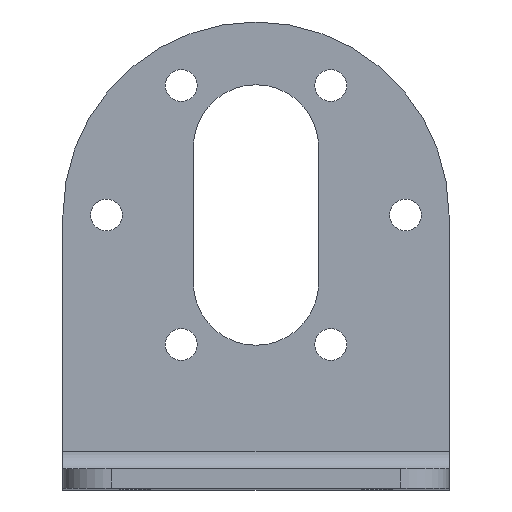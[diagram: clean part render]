
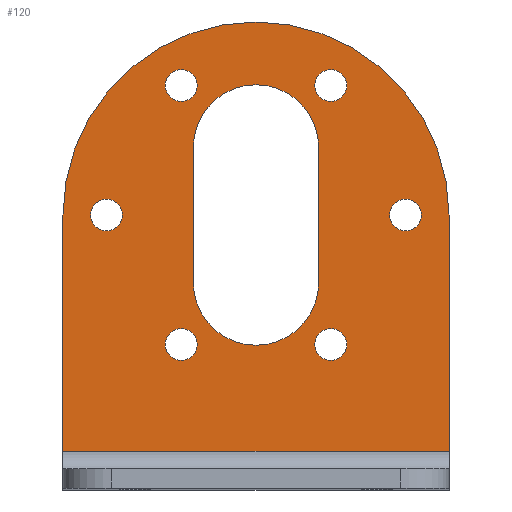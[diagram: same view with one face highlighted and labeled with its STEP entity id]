
A CAD part, top view. The second image highlights one B-rep face of the part: STEP entity #120.
In plain terms, the highlighted planar face has unit normal (0, 0, 1).
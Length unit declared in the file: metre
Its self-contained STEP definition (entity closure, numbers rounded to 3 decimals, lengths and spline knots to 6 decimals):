
#120 = ADVANCED_FACE( '', ( #257, #258, #259, #260, #261, #262, #263, #264 ), #265, .F. );
#257 = FACE_BOUND( '', #418, .T. );
#258 = FACE_BOUND( '', #419, .T. );
#259 = FACE_BOUND( '', #420, .T. );
#260 = FACE_BOUND( '', #421, .T. );
#261 = FACE_BOUND( '', #422, .T. );
#262 = FACE_BOUND( '', #423, .T. );
#263 = FACE_OUTER_BOUND( '', #424, .T. );
#264 = FACE_BOUND( '', #425, .T. );
#265 = PLANE( '', #426 );
#418 = EDGE_LOOP( '', ( #707 ) );
#419 = EDGE_LOOP( '', ( #708 ) );
#420 = EDGE_LOOP( '', ( #709 ) );
#421 = EDGE_LOOP( '', ( #710 ) );
#422 = EDGE_LOOP( '', ( #711 ) );
#423 = EDGE_LOOP( '', ( #712 ) );
#424 = EDGE_LOOP( '', ( #713, #714, #715, #716 ) );
#425 = EDGE_LOOP( '', ( #717, #718, #719, #720 ) );
#426 = AXIS2_PLACEMENT_3D( '', #721, #722, #723 );
#707 = ORIENTED_EDGE( '', *, *, #939, .F. );
#708 = ORIENTED_EDGE( '', *, *, #905, .F. );
#709 = ORIENTED_EDGE( '', *, *, #924, .F. );
#710 = ORIENTED_EDGE( '', *, *, #975, .F. );
#711 = ORIENTED_EDGE( '', *, *, #894, .F. );
#712 = ORIENTED_EDGE( '', *, *, #917, .F. );
#713 = ORIENTED_EDGE( '', *, *, #932, .T. );
#714 = ORIENTED_EDGE( '', *, *, #969, .F. );
#715 = ORIENTED_EDGE( '', *, *, #976, .T. );
#716 = ORIENTED_EDGE( '', *, *, #977, .T. );
#717 = ORIENTED_EDGE( '', *, *, #978, .F. );
#718 = ORIENTED_EDGE( '', *, *, #864, .F. );
#719 = ORIENTED_EDGE( '', *, *, #927, .F. );
#720 = ORIENTED_EDGE( '', *, *, #979, .F. );
#721 = CARTESIAN_POINT( '', ( 0., 0.043017, 0. ) );
#722 = DIRECTION( '', ( 0., 0., -1. ) );
#723 = DIRECTION( '', ( -1., 0., 0. ) );
#864 = EDGE_CURVE( '', #1011, #1014, #1015, .T. );
#894 = EDGE_CURVE( '', #1067, #1067, #1068, .T. );
#905 = EDGE_CURVE( '', #1084, #1084, #1085, .T. );
#917 = EDGE_CURVE( '', #1104, #1104, #1105, .T. );
#924 = EDGE_CURVE( '', #1115, #1115, #1116, .T. );
#927 = EDGE_CURVE( '', #1118, #1011, #1121, .T. );
#932 = EDGE_CURVE( '', #1129, #1127, #1130, .F. );
#939 = EDGE_CURVE( '', #1138, #1138, #1139, .T. );
#969 = EDGE_CURVE( '', #1050, #1127, #1181, .T. );
#975 = EDGE_CURVE( '', #1188, #1188, #1189, .T. );
#976 = EDGE_CURVE( '', #1050, #1056, #1190, .F. );
#977 = EDGE_CURVE( '', #1056, #1129, #1191, .T. );
#978 = EDGE_CURVE( '', #1014, #1192, #1193, .T. );
#979 = EDGE_CURVE( '', #1192, #1118, #1194, .T. );
#1011 = VERTEX_POINT( '', #1231 );
#1014 = VERTEX_POINT( '', #1235 );
#1015 = CIRCLE( '', #1236, 0.0065 );
#1050 = VERTEX_POINT( '', #1279 );
#1056 = VERTEX_POINT( '', #1286 );
#1067 = VERTEX_POINT( '', #1299 );
#1068 = CIRCLE( '', #1300, 0.00165 );
#1084 = VERTEX_POINT( '', #1322 );
#1085 = CIRCLE( '', #1323, 0.00165 );
#1104 = VERTEX_POINT( '', #1347 );
#1105 = CIRCLE( '', #1348, 0.00165 );
#1115 = VERTEX_POINT( '', #1359 );
#1116 = CIRCLE( '', #1360, 0.00165 );
#1118 = VERTEX_POINT( '', #1362 );
#1121 = LINE( '', #1366, #1367 );
#1127 = VERTEX_POINT( '', #1374 );
#1129 = VERTEX_POINT( '', #1377 );
#1130 = CIRCLE( '', #1378, 0.02 );
#1138 = VERTEX_POINT( '', #1389 );
#1139 = CIRCLE( '', #1390, 0.00165 );
#1181 = LINE( '', #1448, #1449 );
#1188 = VERTEX_POINT( '', #1459 );
#1189 = CIRCLE( '', #1460, 0.00165 );
#1190 = LINE( '', #1461, #1462 );
#1191 = LINE( '', #1463, #1464 );
#1192 = VERTEX_POINT( '', #1465 );
#1193 = LINE( '', #1466, #1467 );
#1194 = CIRCLE( '', #1468, 0.0065 );
#1231 = CARTESIAN_POINT( '', ( 0.0135, 0.0195, 0. ) );
#1235 = CARTESIAN_POINT( '', ( 0.0265, 0.0195, 0. ) );
#1236 = AXIS2_PLACEMENT_3D( '', #1515, #1516, #1517 );
#1279 = CARTESIAN_POINT( '', ( 0., 0.002, 0. ) );
#1286 = CARTESIAN_POINT( '', ( 0.04, 0.002, 0. ) );
#1299 = CARTESIAN_POINT( '', ( 0.0106, 0.039923, 0. ) );
#1300 = AXIS2_PLACEMENT_3D( '', #1565, #1566, #1567 );
#1322 = CARTESIAN_POINT( '', ( 0.0261, 0.013077, 0. ) );
#1323 = AXIS2_PLACEMENT_3D( '', #1577, #1578, #1579 );
#1347 = CARTESIAN_POINT( '', ( 0.0261, 0.039923, 0. ) );
#1348 = AXIS2_PLACEMENT_3D( '', #1594, #1595, #1596 );
#1359 = CARTESIAN_POINT( '', ( 0.0106, 0.013077, 0. ) );
#1360 = AXIS2_PLACEMENT_3D( '', #1607, #1608, #1609 );
#1362 = CARTESIAN_POINT( '', ( 0.0135, 0.0335, 0. ) );
#1366 = CARTESIAN_POINT( '', ( 0.0135, 0.0265, 0. ) );
#1367 = VECTOR( '', #1611, 1. );
#1374 = CARTESIAN_POINT( '', ( 0., 0.0265, 0. ) );
#1377 = CARTESIAN_POINT( '', ( 0.04, 0.0265, 0. ) );
#1378 = AXIS2_PLACEMENT_3D( '', #1617, #1618, #1619 );
#1389 = CARTESIAN_POINT( '', ( 0.03385, 0.0265, 0. ) );
#1390 = AXIS2_PLACEMENT_3D( '', #1626, #1627, #1628 );
#1448 = CARTESIAN_POINT( '', ( 0., 0.043017, 0. ) );
#1449 = VECTOR( '', #1663, 1. );
#1459 = CARTESIAN_POINT( '', ( 0.00285, 0.0265, 0. ) );
#1460 = AXIS2_PLACEMENT_3D( '', #1667, #1668, #1669 );
#1461 = CARTESIAN_POINT( '', ( 0., 0.002, 0. ) );
#1462 = VECTOR( '', #1670, 1. );
#1463 = CARTESIAN_POINT( '', ( 0.04, 0.043017, 0. ) );
#1464 = VECTOR( '', #1671, 1. );
#1465 = CARTESIAN_POINT( '', ( 0.0265, 0.0335, 0. ) );
#1466 = CARTESIAN_POINT( '', ( 0.0265, 0.0265, 0. ) );
#1467 = VECTOR( '', #1672, 1. );
#1468 = AXIS2_PLACEMENT_3D( '', #1673, #1674, #1675 );
#1515 = CARTESIAN_POINT( '', ( 0.02, 0.0195, 0. ) );
#1516 = DIRECTION( '', ( 0., 0., 1. ) );
#1517 = DIRECTION( '', ( -1., 0., 0. ) );
#1565 = CARTESIAN_POINT( '', ( 0.01225, 0.039923, 0. ) );
#1566 = DIRECTION( '', ( 0., 0., 1. ) );
#1567 = DIRECTION( '', ( -1., 0., 0. ) );
#1577 = CARTESIAN_POINT( '', ( 0.02775, 0.013077, 0. ) );
#1578 = DIRECTION( '', ( 0., 0., 1. ) );
#1579 = DIRECTION( '', ( -1., 0., 0. ) );
#1594 = CARTESIAN_POINT( '', ( 0.02775, 0.039923, 0. ) );
#1595 = DIRECTION( '', ( 0., 0., 1. ) );
#1596 = DIRECTION( '', ( -1., 0., 0. ) );
#1607 = CARTESIAN_POINT( '', ( 0.01225, 0.013077, 0. ) );
#1608 = DIRECTION( '', ( 0., 0., 1. ) );
#1609 = DIRECTION( '', ( -1., 0., 0. ) );
#1611 = DIRECTION( '', ( 0., -1., 0. ) );
#1617 = CARTESIAN_POINT( '', ( 0.02, 0.0265, 0. ) );
#1618 = DIRECTION( '', ( 0., 0., -1. ) );
#1619 = DIRECTION( '', ( -1., 0., 0. ) );
#1626 = CARTESIAN_POINT( '', ( 0.0355, 0.0265, 0. ) );
#1627 = DIRECTION( '', ( 0., 0., 1. ) );
#1628 = DIRECTION( '', ( -1., 0., 0. ) );
#1663 = DIRECTION( '', ( 0., 1., 0. ) );
#1667 = CARTESIAN_POINT( '', ( 0.0045, 0.0265, 0. ) );
#1668 = DIRECTION( '', ( 0., 0., 1. ) );
#1669 = DIRECTION( '', ( -1., 0., 0. ) );
#1670 = DIRECTION( '', ( -1., 0., 0. ) );
#1671 = DIRECTION( '', ( 0., 1., 0. ) );
#1672 = DIRECTION( '', ( 0., 1., 0. ) );
#1673 = CARTESIAN_POINT( '', ( 0.02, 0.0335, 0. ) );
#1674 = DIRECTION( '', ( 0., 0., 1. ) );
#1675 = DIRECTION( '', ( -1., 0., 0. ) );
